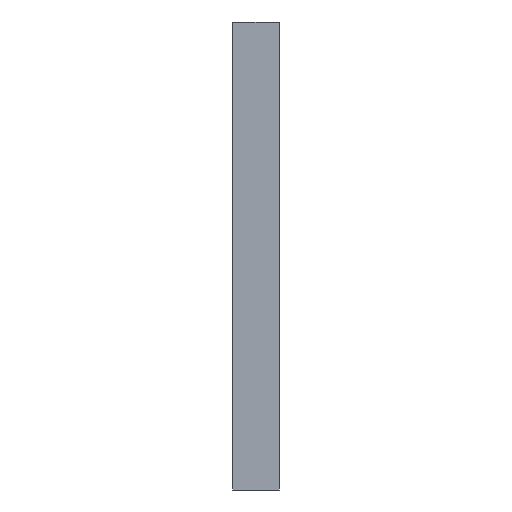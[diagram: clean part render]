
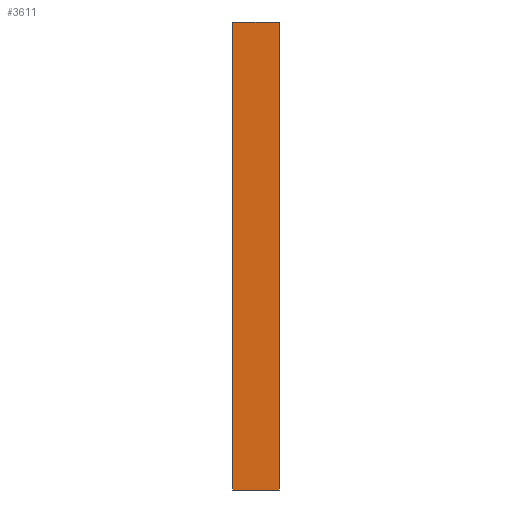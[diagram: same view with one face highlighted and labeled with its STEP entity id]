
A CAD part, front view. The second image highlights one B-rep face of the part: STEP entity #3611.
In plain terms, the highlighted planar face has unit normal (0, -1, 0).
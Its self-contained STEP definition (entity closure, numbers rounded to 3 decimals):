
#3 = ORIENTED_EDGE ( 'NONE', *, *, #3648, .F. ) ;
#469 = PLANE ( 'NONE',  #5141 ) ;
#544 = CARTESIAN_POINT ( 'NONE',  ( 121.19, -292.34, -19. ) ) ;
#660 = VECTOR ( 'NONE', #3601, 1000. ) ;
#1117 = VERTEX_POINT ( 'NONE', #4946 ) ;
#1225 = CARTESIAN_POINT ( 'NONE',  ( 121.19, -292.34, 19. ) ) ;
#1914 = CARTESIAN_POINT ( 'NONE',  ( 125., -292.34, -19. ) ) ;
#2118 = LINE ( 'NONE', #544, #2198 ) ;
#2198 = VECTOR ( 'NONE', #4295, 1000. ) ;
#2302 = DIRECTION ( 'NONE',  ( -1., 0., 0. ) ) ;
#2364 = VERTEX_POINT ( 'NONE', #1225 ) ;
#2388 = DIRECTION ( 'NONE',  ( 0., 1., 0. ) ) ;
#2494 = FACE_OUTER_BOUND ( 'NONE', #4288, .T. ) ;
#2582 = LINE ( 'NONE', #3650, #660 ) ;
#2926 = DIRECTION ( 'NONE',  ( 0., 0., -1. ) ) ;
#3170 = EDGE_CURVE ( 'NONE', #4350, #1117, #2582, .T. ) ;
#3316 = ORIENTED_EDGE ( 'NONE', *, *, #5197, .T. ) ;
#3346 = CARTESIAN_POINT ( 'NONE',  ( 125., -292.34, 19. ) ) ;
#3580 = ORIENTED_EDGE ( 'NONE', *, *, #5119, .T. ) ;
#3601 = DIRECTION ( 'NONE',  ( -1., 0., 0. ) ) ;
#3611 = ADVANCED_FACE ( 'NONE', ( #2494 ), #469, .F. ) ;
#3648 = EDGE_CURVE ( 'NONE', #3658, #4350, #5067, .T. ) ;
#3650 = CARTESIAN_POINT ( 'NONE',  ( 125., -292.34, -19. ) ) ;
#3658 = VERTEX_POINT ( 'NONE', #3346 ) ;
#3839 = ORIENTED_EDGE ( 'NONE', *, *, #3170, .F. ) ;
#3925 = DIRECTION ( 'NONE',  ( -1., 0., 0. ) ) ;
#4109 = VECTOR ( 'NONE', #2926, 1000. ) ;
#4288 = EDGE_LOOP ( 'NONE', ( #3580, #3839, #3, #3316 ) ) ;
#4295 = DIRECTION ( 'NONE',  ( 0., 0., -1. ) ) ;
#4340 = CARTESIAN_POINT ( 'NONE',  ( 125., -292.34, -19. ) ) ;
#4350 = VERTEX_POINT ( 'NONE', #4340 ) ;
#4946 = CARTESIAN_POINT ( 'NONE',  ( 121.19, -292.34, -19. ) ) ;
#5067 = LINE ( 'NONE', #5719, #4109 ) ;
#5119 = EDGE_CURVE ( 'NONE', #2364, #1117, #2118, .T. ) ;
#5141 = AXIS2_PLACEMENT_3D ( 'NONE', #1914, #2388, #2302 ) ;
#5197 = EDGE_CURVE ( 'NONE', #3658, #2364, #5650, .T. ) ;
#5650 = LINE ( 'NONE', #5800, #5998 ) ;
#5719 = CARTESIAN_POINT ( 'NONE',  ( 125., -292.34, -19. ) ) ;
#5800 = CARTESIAN_POINT ( 'NONE',  ( 125., -292.34, 19. ) ) ;
#5998 = VECTOR ( 'NONE', #3925, 1000. ) ;
